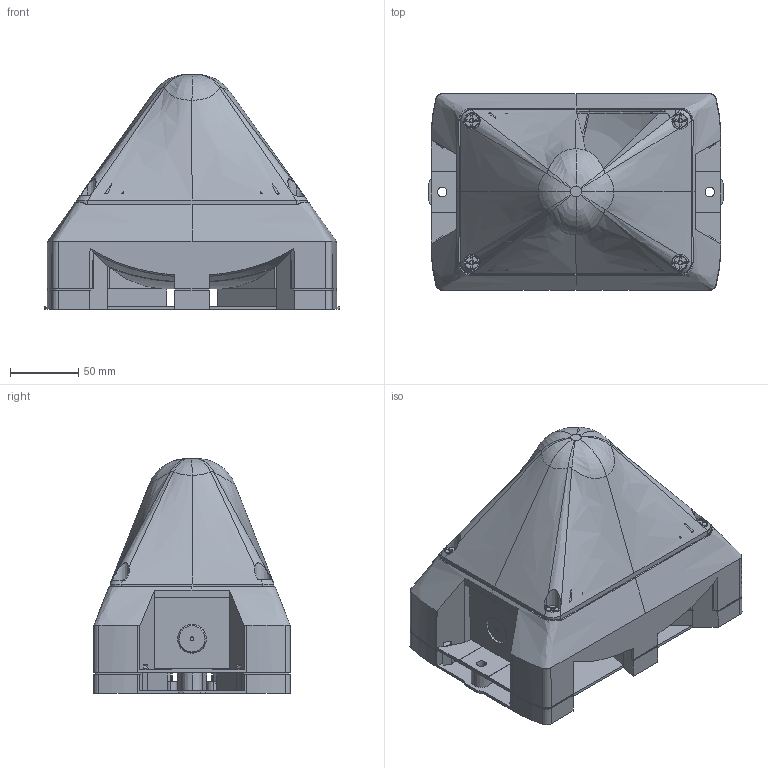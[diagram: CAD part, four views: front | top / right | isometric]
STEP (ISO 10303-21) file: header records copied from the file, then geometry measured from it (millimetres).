
FILE_DESCRIPTION (( 'STEP AP214' ), '1' );
FILE_NAME ('PY X-LA.STEP', '2017-06-01T07:49:02', ( '' ), ( '' ), 'SwSTEP 2.0', 'SolidWorks 2015', '' );
FILE_SCHEMA (( 'AUTOMOTIVE_DESIGN' ));
Length unit declared in the file: millimetre
Products named in the file (2): PY X-LA
Bounding box: 216.13 x 144.13 x 172 mm (x, y, z)
Surface area: 195713.5 mm2 (no closed solid volume)
Topology: 0 solids, 36 shells, 609 faces, 3027 edges, 2383 vertices
Faces by surface type: plane 300, bspline 146, cone 120, torus 28, cylinder 15
Entity records: 51449 total; most frequent: CARTESIAN_POINT 23720, ORIENTED_EDGE 4321, DIRECTION 3295, EDGE_CURVE 3023, VERTEX_POINT 2383, LINE 1359, VECTOR 1359, B_SPLINE_CURVE_WITH_KNOTS 1140
